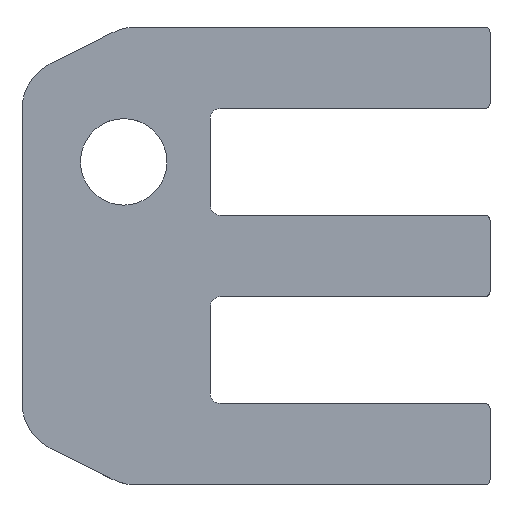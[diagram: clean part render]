
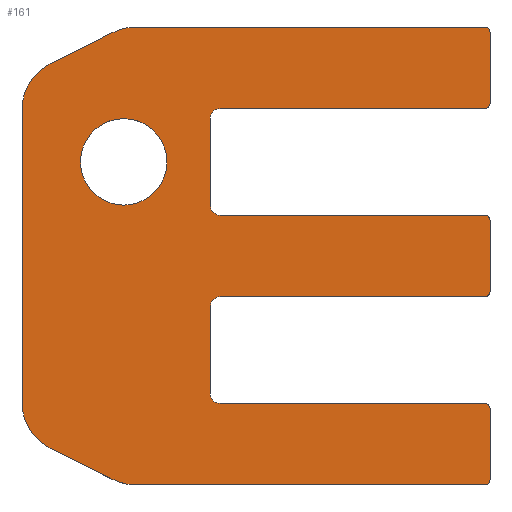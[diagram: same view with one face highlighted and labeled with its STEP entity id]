
A CAD part, top view. The second image highlights one B-rep face of the part: STEP entity #161.
In plain terms, the highlighted planar face has unit normal (0, 0, 1).
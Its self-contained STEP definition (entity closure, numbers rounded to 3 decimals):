
#112=FACE_BOUND('',#237,.T.);
#113=FACE_BOUND('',#238,.T.);
#116=CIRCLE('',#698,4.25);
#118=CIRCLE('',#701,5.);
#119=CIRCLE('',#702,5.);
#120=CIRCLE('',#703,0.5);
#121=CIRCLE('',#704,0.5);
#122=CIRCLE('',#705,1.);
#123=CIRCLE('',#706,1.);
#124=CIRCLE('',#707,0.5);
#125=CIRCLE('',#708,0.5);
#126=CIRCLE('',#709,1.);
#127=CIRCLE('',#710,1.);
#128=CIRCLE('',#711,0.5);
#129=CIRCLE('',#712,0.5);
#130=CIRCLE('',#713,5.);
#131=CIRCLE('',#714,5.);
#161=ADVANCED_FACE('',(#112,#113),#191,.T.);
#191=PLANE('',#715);
#237=EDGE_LOOP('',(#313,#314,#315,#316,#317,#318,#319,#320,#321,#322,#323,
#324,#325,#326,#327,#328,#329,#330,#331,#332,#333,#334,#335,#336,#337,#338,
#339,#340));
#238=EDGE_LOOP('',(#341));
#313=ORIENTED_EDGE('',*,*,#487,.F.);
#314=ORIENTED_EDGE('',*,*,#543,.T.);
#315=ORIENTED_EDGE('',*,*,#537,.F.);
#316=ORIENTED_EDGE('',*,*,#544,.T.);
#317=ORIENTED_EDGE('',*,*,#533,.F.);
#318=ORIENTED_EDGE('',*,*,#545,.T.);
#319=ORIENTED_EDGE('',*,*,#531,.F.);
#320=ORIENTED_EDGE('',*,*,#546,.T.);
#321=ORIENTED_EDGE('',*,*,#525,.F.);
#322=ORIENTED_EDGE('',*,*,#547,.T.);
#323=ORIENTED_EDGE('',*,*,#521,.F.);
#324=ORIENTED_EDGE('',*,*,#548,.T.);
#325=ORIENTED_EDGE('',*,*,#519,.F.);
#326=ORIENTED_EDGE('',*,*,#549,.T.);
#327=ORIENTED_EDGE('',*,*,#515,.F.);
#328=ORIENTED_EDGE('',*,*,#550,.T.);
#329=ORIENTED_EDGE('',*,*,#509,.F.);
#330=ORIENTED_EDGE('',*,*,#551,.T.);
#331=ORIENTED_EDGE('',*,*,#505,.F.);
#332=ORIENTED_EDGE('',*,*,#552,.T.);
#333=ORIENTED_EDGE('',*,*,#503,.F.);
#334=ORIENTED_EDGE('',*,*,#553,.T.);
#335=ORIENTED_EDGE('',*,*,#499,.F.);
#336=ORIENTED_EDGE('',*,*,#554,.T.);
#337=ORIENTED_EDGE('',*,*,#495,.F.);
#338=ORIENTED_EDGE('',*,*,#555,.T.);
#339=ORIENTED_EDGE('',*,*,#491,.F.);
#340=ORIENTED_EDGE('',*,*,#556,.T.);
#341=ORIENTED_EDGE('',*,*,#541,.F.);
#429=VERTEX_POINT('',#930);
#430=VERTEX_POINT('',#932);
#433=VERTEX_POINT('',#939);
#434=VERTEX_POINT('',#941);
#437=VERTEX_POINT('',#948);
#438=VERTEX_POINT('',#950);
#441=VERTEX_POINT('',#957);
#442=VERTEX_POINT('',#959);
#445=VERTEX_POINT('',#966);
#446=VERTEX_POINT('',#968);
#447=VERTEX_POINT('',#972);
#448=VERTEX_POINT('',#973);
#451=VERTEX_POINT('',#981);
#452=VERTEX_POINT('',#982);
#457=VERTEX_POINT('',#993);
#458=VERTEX_POINT('',#995);
#461=VERTEX_POINT('',#1002);
#462=VERTEX_POINT('',#1004);
#463=VERTEX_POINT('',#1008);
#464=VERTEX_POINT('',#1009);
#467=VERTEX_POINT('',#1017);
#468=VERTEX_POINT('',#1018);
#473=VERTEX_POINT('',#1029);
#474=VERTEX_POINT('',#1031);
#475=VERTEX_POINT('',#1035);
#476=VERTEX_POINT('',#1036);
#479=VERTEX_POINT('',#1044);
#480=VERTEX_POINT('',#1045);
#483=VERTEX_POINT('',#1053);
#487=EDGE_CURVE('',#429,#430,#573,.T.);
#491=EDGE_CURVE('',#433,#434,#577,.T.);
#495=EDGE_CURVE('',#437,#438,#581,.T.);
#499=EDGE_CURVE('',#441,#442,#585,.T.);
#503=EDGE_CURVE('',#445,#446,#589,.T.);
#505=EDGE_CURVE('',#447,#448,#591,.T.);
#509=EDGE_CURVE('',#451,#452,#595,.T.);
#515=EDGE_CURVE('',#457,#458,#601,.T.);
#519=EDGE_CURVE('',#461,#462,#605,.T.);
#521=EDGE_CURVE('',#463,#464,#607,.T.);
#525=EDGE_CURVE('',#467,#468,#611,.T.);
#531=EDGE_CURVE('',#473,#474,#617,.T.);
#533=EDGE_CURVE('',#475,#476,#619,.T.);
#537=EDGE_CURVE('',#479,#480,#623,.T.);
#541=EDGE_CURVE('',#483,#483,#116,.T.);
#543=EDGE_CURVE('',#429,#480,#118,.T.);
#544=EDGE_CURVE('',#479,#476,#119,.T.);
#545=EDGE_CURVE('',#475,#474,#120,.T.);
#546=EDGE_CURVE('',#473,#468,#121,.T.);
#547=EDGE_CURVE('',#467,#464,#122,.T.);
#548=EDGE_CURVE('',#463,#462,#123,.T.);
#549=EDGE_CURVE('',#461,#458,#124,.T.);
#550=EDGE_CURVE('',#457,#452,#125,.T.);
#551=EDGE_CURVE('',#451,#448,#126,.T.);
#552=EDGE_CURVE('',#447,#446,#127,.T.);
#553=EDGE_CURVE('',#445,#442,#128,.T.);
#554=EDGE_CURVE('',#441,#438,#129,.T.);
#555=EDGE_CURVE('',#437,#434,#130,.T.);
#556=EDGE_CURVE('',#433,#430,#131,.T.);
#573=LINE('',#931,#629);
#577=LINE('',#940,#633);
#581=LINE('',#949,#637);
#585=LINE('',#958,#641);
#589=LINE('',#967,#645);
#591=LINE('',#971,#647);
#595=LINE('',#980,#651);
#601=LINE('',#994,#657);
#605=LINE('',#1003,#661);
#607=LINE('',#1007,#663);
#611=LINE('',#1016,#667);
#617=LINE('',#1030,#673);
#619=LINE('',#1034,#675);
#623=LINE('',#1043,#679);
#629=VECTOR('',#749,1.);
#633=VECTOR('',#755,1.);
#637=VECTOR('',#761,1.);
#641=VECTOR('',#767,1.);
#645=VECTOR('',#773,1.);
#647=VECTOR('',#777,1.);
#651=VECTOR('',#783,1.);
#657=VECTOR('',#791,1.);
#661=VECTOR('',#797,1.);
#663=VECTOR('',#801,1.);
#667=VECTOR('',#807,1.);
#673=VECTOR('',#815,1.);
#675=VECTOR('',#819,1.);
#679=VECTOR('',#825,1.);
#698=AXIS2_PLACEMENT_3D('',#1052,#831,#832);
#701=AXIS2_PLACEMENT_3D('',#1057,#837,#838);
#702=AXIS2_PLACEMENT_3D('',#1058,#839,#840);
#703=AXIS2_PLACEMENT_3D('',#1059,#841,#842);
#704=AXIS2_PLACEMENT_3D('',#1060,#843,#844);
#705=AXIS2_PLACEMENT_3D('',#1061,#845,#846);
#706=AXIS2_PLACEMENT_3D('',#1062,#847,#848);
#707=AXIS2_PLACEMENT_3D('',#1063,#849,#850);
#708=AXIS2_PLACEMENT_3D('',#1064,#851,#852);
#709=AXIS2_PLACEMENT_3D('',#1065,#853,#854);
#710=AXIS2_PLACEMENT_3D('',#1066,#855,#856);
#711=AXIS2_PLACEMENT_3D('',#1067,#857,#858);
#712=AXIS2_PLACEMENT_3D('',#1068,#859,#860);
#713=AXIS2_PLACEMENT_3D('',#1069,#861,#862);
#714=AXIS2_PLACEMENT_3D('',#1070,#863,#864);
#715=AXIS2_PLACEMENT_3D('',#1071,#865,#866);
#749=DIRECTION('',(0.,1.,0.));
#755=DIRECTION('',(0.894,0.447,0.));
#761=DIRECTION('',(1.,0.,0.));
#767=DIRECTION('',(0.,-1.,0.));
#773=DIRECTION('',(-1.,0.,0.));
#777=DIRECTION('',(0.,-1.,0.));
#783=DIRECTION('',(1.,0.,0.));
#791=DIRECTION('',(0.,-1.,0.));
#797=DIRECTION('',(-1.,0.,0.));
#801=DIRECTION('',(0.,-1.,0.));
#807=DIRECTION('',(1.,0.,0.));
#815=DIRECTION('',(0.,-1.,0.));
#819=DIRECTION('',(-1.,0.,0.));
#825=DIRECTION('',(-0.894,0.447,0.));
#831=DIRECTION('',(0.,0.,1.));
#832=DIRECTION('',(1.,0.,0.));
#837=DIRECTION('',(0.,0.,1.));
#838=DIRECTION('',(1.,0.,0.));
#839=DIRECTION('',(0.,0.,1.));
#840=DIRECTION('',(1.,0.,0.));
#841=DIRECTION('',(0.,0.,1.));
#842=DIRECTION('',(1.,0.,0.));
#843=DIRECTION('',(0.,0.,1.));
#844=DIRECTION('',(1.,0.,0.));
#845=DIRECTION('',(0.,0.,-1.));
#846=DIRECTION('',(1.,0.,0.));
#847=DIRECTION('',(0.,0.,-1.));
#848=DIRECTION('',(1.,0.,0.));
#849=DIRECTION('',(0.,0.,1.));
#850=DIRECTION('',(1.,0.,0.));
#851=DIRECTION('',(0.,0.,1.));
#852=DIRECTION('',(1.,0.,0.));
#853=DIRECTION('',(0.,0.,-1.));
#854=DIRECTION('',(1.,0.,0.));
#855=DIRECTION('',(0.,0.,-1.));
#856=DIRECTION('',(1.,0.,0.));
#857=DIRECTION('',(0.,0.,1.));
#858=DIRECTION('',(1.,0.,0.));
#859=DIRECTION('',(0.,0.,1.));
#860=DIRECTION('',(1.,0.,0.));
#861=DIRECTION('',(0.,0.,1.));
#862=DIRECTION('',(1.,0.,0.));
#863=DIRECTION('',(0.,0.,1.));
#864=DIRECTION('',(1.,0.,0.));
#865=DIRECTION('',(0.,0.,1.));
#866=DIRECTION('',(1.,0.,0.));
#930=CARTESIAN_POINT('',(-10.,-14.41,1.));
#931=CARTESIAN_POINT('',(-10.,-10.,1.));
#932=CARTESIAN_POINT('',(-10.,14.41,1.));
#939=CARTESIAN_POINT('',(-7.236,18.882,1.));
#940=CARTESIAN_POINT('',(-10.,17.5,1.));
#941=CARTESIAN_POINT('',(-1.056,21.972,1.));
#948=CARTESIAN_POINT('',(1.18,22.5,1.));
#949=CARTESIAN_POINT('',(5.,22.5,1.));
#950=CARTESIAN_POINT('',(35.5,22.5,1.));
#957=CARTESIAN_POINT('',(36.,22.,1.));
#958=CARTESIAN_POINT('',(36.,22.5,1.));
#959=CARTESIAN_POINT('',(36.,15.,1.));
#966=CARTESIAN_POINT('',(35.5,14.5,1.));
#967=CARTESIAN_POINT('',(36.,14.5,1.));
#968=CARTESIAN_POINT('',(9.5,14.5,1.));
#971=CARTESIAN_POINT('',(8.5,14.5,1.));
#972=CARTESIAN_POINT('',(8.5,13.5,1.));
#973=CARTESIAN_POINT('',(8.5,5.,1.));
#980=CARTESIAN_POINT('',(8.5,4.,1.));
#981=CARTESIAN_POINT('',(9.5,4.,1.));
#982=CARTESIAN_POINT('',(35.5,4.,1.));
#993=CARTESIAN_POINT('',(36.,3.5,1.));
#994=CARTESIAN_POINT('',(36.,4.,1.));
#995=CARTESIAN_POINT('',(36.,-3.5,1.));
#1002=CARTESIAN_POINT('',(35.5,-4.,1.));
#1003=CARTESIAN_POINT('',(36.,-4.,1.));
#1004=CARTESIAN_POINT('',(9.5,-4.,1.));
#1007=CARTESIAN_POINT('',(8.5,-4.,1.));
#1008=CARTESIAN_POINT('',(8.5,-5.,1.));
#1009=CARTESIAN_POINT('',(8.5,-13.5,1.));
#1016=CARTESIAN_POINT('',(8.5,-14.5,1.));
#1017=CARTESIAN_POINT('',(9.5,-14.5,1.));
#1018=CARTESIAN_POINT('',(35.5,-14.5,1.));
#1029=CARTESIAN_POINT('',(36.,-15.,1.));
#1030=CARTESIAN_POINT('',(36.,-14.5,1.));
#1031=CARTESIAN_POINT('',(36.,-22.,1.));
#1034=CARTESIAN_POINT('',(36.,-22.5,1.));
#1035=CARTESIAN_POINT('',(35.5,-22.5,1.));
#1036=CARTESIAN_POINT('',(1.18,-22.5,1.));
#1043=CARTESIAN_POINT('',(0.,-22.5,1.));
#1044=CARTESIAN_POINT('',(-1.056,-21.972,1.));
#1045=CARTESIAN_POINT('',(-7.236,-18.882,1.));
#1052=CARTESIAN_POINT('',(0.,9.25,1.));
#1053=CARTESIAN_POINT('',(4.25,9.25,1.));
#1057=CARTESIAN_POINT('',(-5.,-14.41,1.));
#1058=CARTESIAN_POINT('',(1.18,-17.5,1.));
#1059=CARTESIAN_POINT('',(35.5,-22.,1.));
#1060=CARTESIAN_POINT('',(35.5,-15.,1.));
#1061=CARTESIAN_POINT('',(9.5,-13.5,1.));
#1062=CARTESIAN_POINT('',(9.5,-5.,1.));
#1063=CARTESIAN_POINT('',(35.5,-3.5,1.));
#1064=CARTESIAN_POINT('',(35.5,3.5,1.));
#1065=CARTESIAN_POINT('',(9.5,5.,1.));
#1066=CARTESIAN_POINT('',(9.5,13.5,1.));
#1067=CARTESIAN_POINT('',(35.5,15.,1.));
#1068=CARTESIAN_POINT('',(35.5,22.,1.));
#1069=CARTESIAN_POINT('',(1.18,17.5,1.));
#1070=CARTESIAN_POINT('',(-5.,14.41,1.));
#1071=CARTESIAN_POINT('',(0.,0.,1.));
